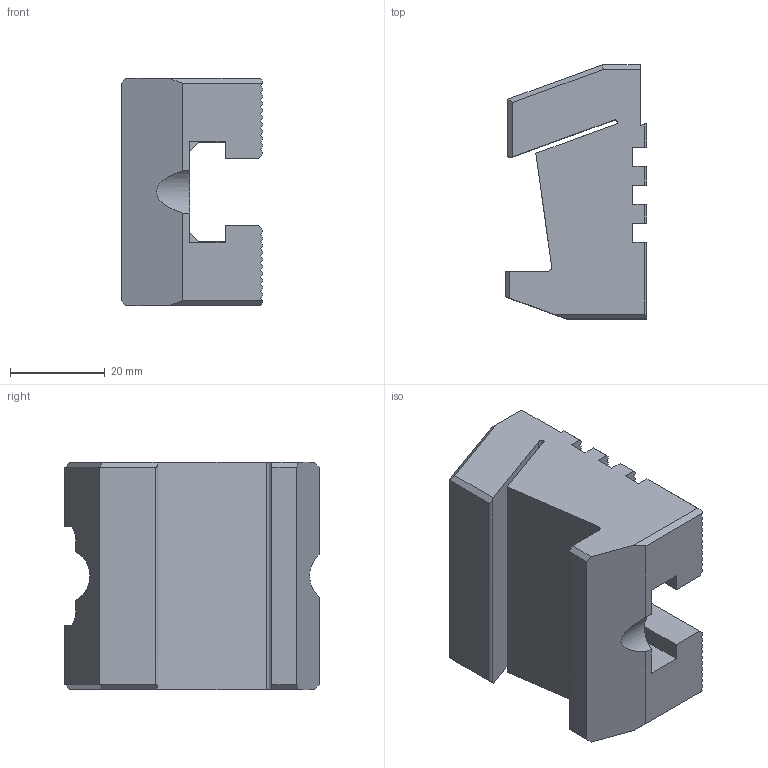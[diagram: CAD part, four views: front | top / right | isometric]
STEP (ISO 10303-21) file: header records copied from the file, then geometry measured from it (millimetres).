
FILE_DESCRIPTION(/* description */ (''),/* implementation_level */ '2;1');
FILE_NAME(/* name */ 'W9990055A_stp.stp',/* time_stamp */ '2009-06-18T10:04:19+02:00',/* author */ (''),/* organization */ (''),/* preprocessor_version */ 'ST-DEVELOPER v11',/* originating_system */ 'UGS - NX 5.0',/* authorisation */ '');
FILE_SCHEMA (('AUTOMOTIVE_DESIGN { 1 0 10303 214 0 1 1 1 }'));
Length unit declared in the file: millimetre
Products named in the file (1): krue3BF1f4fo
Bounding box: 30 x 53.73 x 48 mm (x, y, z)
Volume: 43942 mm3; surface area: 14285.5 mm2
Topology: 1 solids, 1 shells, 356 faces, 1062 edges, 706 vertices
Faces by surface type: plane 350, cylinder 6
Entity records: 11738 total; most frequent: CARTESIAN_POINT 2125, ORIENTED_EDGE 2124, DIRECTION 1788, EDGE_CURVE 1062, LINE 1050, VECTOR 1050, VERTEX_POINT 706, AXIS2_PLACEMENT_3D 369
